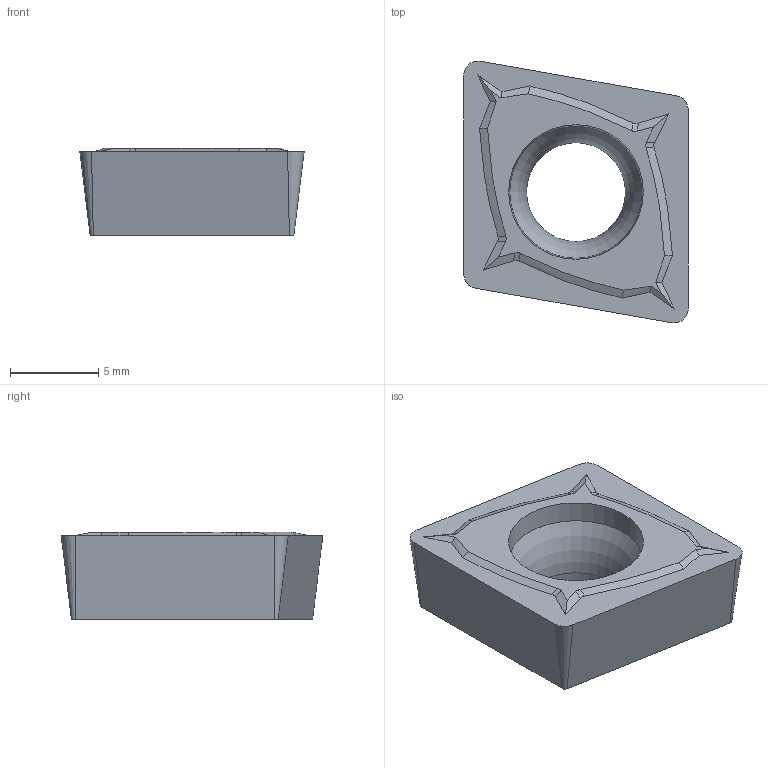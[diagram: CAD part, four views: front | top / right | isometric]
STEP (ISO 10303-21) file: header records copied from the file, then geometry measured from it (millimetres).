
FILE_DESCRIPTION(/* description */ (''),/* implementation_level */ '2;1');
FILE_NAME(/* name */ 'CCMT120408E_FM_115002477ndi000_00_SIM.stp',/* time_stamp */ '2021-06-22T15:23:12+02:00',/* author */ (''),/* organization */ (''),/* preprocessor_version */ 'ST-DEVELOPER v16.7',/* originating_system */ 'SIEMENS PLM Software NX 12.0',/* authorisation */ '');
FILE_SCHEMA (('AUTOMOTIVE_DESIGN { 1 0 10303 214 3 1 1 1 }'));
Length unit declared in the file: millimetre
Products named in the file (1): fo340B8897123o4t
Bounding box: 12.7 x 14.83 x 4.96 mm (x, y, z)
Volume: 563.8 mm3; surface area: 565.9 mm2
Topology: 1 solids, 1 shells, 34 faces, 102 edges, 71 vertices
Faces by surface type: bspline 16, plane 11, cone 5, cylinder 1, torus 1
Full cylindrical faces by diameter (mm): 5.6 x1
Entity records: 2620 total; most frequent: CARTESIAN_POINT 1827, ORIENTED_EDGE 192, EDGE_CURVE 96, DIRECTION 96, VERTEX_POINT 68, B_SPLINE_CURVE_WITH_KNOTS 50, EDGE_LOOP 40, ADVANCED_FACE 34
